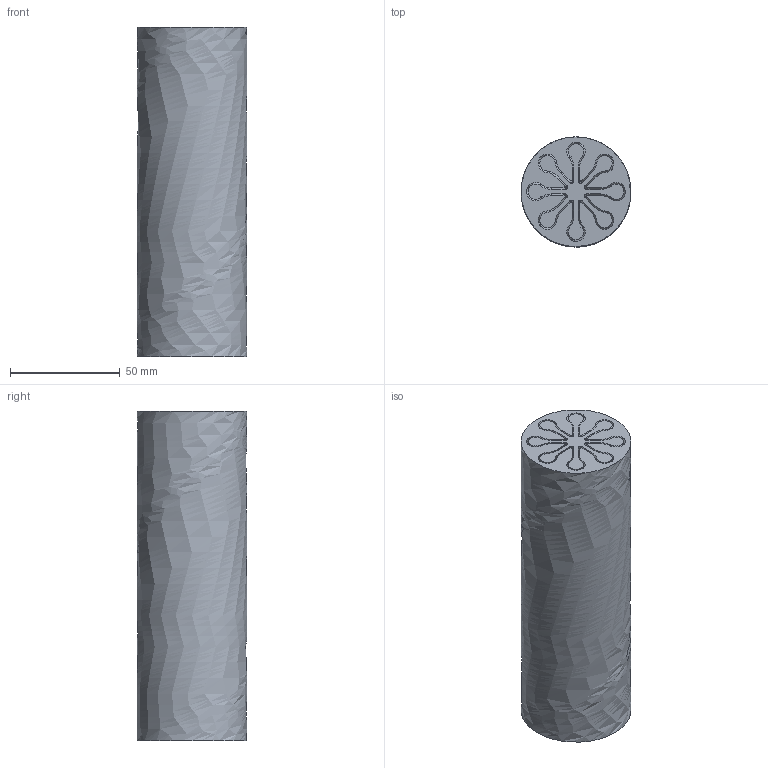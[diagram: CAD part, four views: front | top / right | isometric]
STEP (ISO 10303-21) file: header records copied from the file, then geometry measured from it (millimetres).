
FILE_DESCRIPTION(/* description */ (''),/* implementation_level */ '2;1');
FILE_NAME(/* name */ 'ImpossiblePassthroughBase.step',/* time_stamp */ '2024-09-29T10:21:38+02:00',/* author */ (''),/* organization */ (''),/* preprocessor_version */ 'ST-DEVELOPER v20',/* originating_system */ 'Autodesk Translation Framework v13.14.0.145',/* authorisation */ '');
FILE_SCHEMA (('AUTOMOTIVE_DESIGN { 1 0 10303 214 3 1 1 }'));
Length unit declared in the file: millimetre
Products named in the file (2): Dragon Fruit 3 Sided (v34~recovered); ImpossiblePassthrough
Assembly tree (1 placements, depth 2):
  Dragon Fruit 3 Sided (v34~recovered)
    ImpossiblePassthrough
Bounding box: 50.01 x 50.01 x 150 mm (x, y, z)
Volume: 259209.6 mm3; surface area: 144569.2 mm2
Topology: 2 solids, 2 shells, 101 faces, 291 edges, 194 vertices
Faces by surface type: bspline 97, plane 4
Entity records: 16990 total; most frequent: CARTESIAN_POINT 14662, ORIENTED_EDGE 582, EDGE_CURVE 291, DIRECTION 276, VERTEX_POINT 194, B_SPLINE_CURVE_WITH_KNOTS 129, AXIS2_PLACEMENT_3D 106, EDGE_LOOP 103
